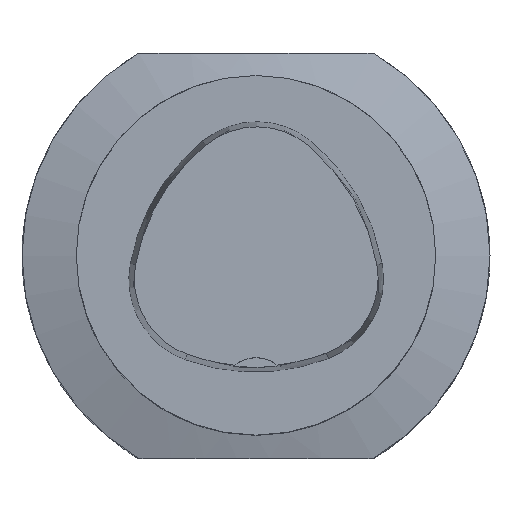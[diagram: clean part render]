
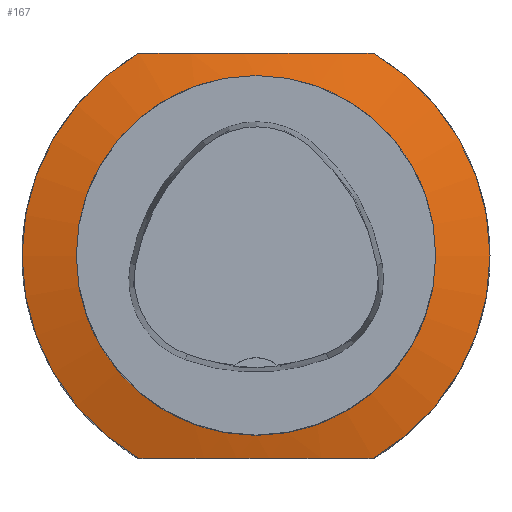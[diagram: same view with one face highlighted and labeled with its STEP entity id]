
A CAD part, top view. The second image highlights one B-rep face of the part: STEP entity #167.
In plain terms, the highlighted conical face has half-angle 75 degrees and reference radius 41 mm.
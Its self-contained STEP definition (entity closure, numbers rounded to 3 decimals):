
#72=B_SPLINE_CURVE_WITH_KNOTS('',3,(#1370,#1371,#1372,#1373,#1374,#1375),
 .UNSPECIFIED.,.F.,.F.,(4,2,4),(0.,0.5,1.),.UNSPECIFIED.);
#75=B_SPLINE_CURVE_WITH_KNOTS('',3,(#1407,#1408,#1409,#1410,#1411,#1412),
 .UNSPECIFIED.,.F.,.F.,(4,2,4),(0.,0.5,1.),.UNSPECIFIED.);
#85=CONICAL_SURFACE('',#929,41.,75.);
#167=ADVANCED_FACE('',(#223,#224),#85,.T.);
#182=CIRCLE('',#856,31.5);
#205=CIRCLE('',#910,41.);
#206=CIRCLE('',#922,41.);
#223=FACE_BOUND('',#275,.T.);
#224=FACE_BOUND('',#276,.T.);
#275=EDGE_LOOP('',(#476));
#276=EDGE_LOOP('',(#477,#478,#479,#480));
#476=ORIENTED_EDGE('',*,*,#603,.F.);
#477=ORIENTED_EDGE('',*,*,#676,.F.);
#478=ORIENTED_EDGE('',*,*,#680,.T.);
#479=ORIENTED_EDGE('',*,*,#662,.F.);
#480=ORIENTED_EDGE('',*,*,#657,.T.);
#531=VERTEX_POINT('',#1227);
#569=VERTEX_POINT('',#1359);
#570=VERTEX_POINT('',#1361);
#574=VERTEX_POINT('',#1376);
#581=VERTEX_POINT('',#1406);
#603=EDGE_CURVE('',#531,#531,#182,.T.);
#657=EDGE_CURVE('',#570,#569,#205,.T.);
#662=EDGE_CURVE('',#570,#574,#72,.T.);
#676=EDGE_CURVE('',#581,#569,#75,.T.);
#680=EDGE_CURVE('',#581,#574,#206,.T.);
#856=AXIS2_PLACEMENT_3D('',#1226,#973,#974);
#910=AXIS2_PLACEMENT_3D('',#1360,#1106,#1107);
#922=AXIS2_PLACEMENT_3D('',#1419,#1143,#1144);
#929=AXIS2_PLACEMENT_3D('',#1438,#1163,#1164);
#973=DIRECTION('',(0.,0.,1.));
#974=DIRECTION('',(-1.,0.,0.));
#1106=DIRECTION('',(0.,0.,1.));
#1107=DIRECTION('',(1.,0.,0.));
#1143=DIRECTION('',(0.,0.,1.));
#1144=DIRECTION('',(1.,0.,0.));
#1163=DIRECTION('',(0.,0.,-1.));
#1164=DIRECTION('',(-1.,0.,0.));
#1226=CARTESIAN_POINT('',(0.,0.,-33.2));
#1227=CARTESIAN_POINT('',(-31.5,0.,-33.2));
#1359=CARTESIAN_POINT('',(-20.512,-35.5,-35.746));
#1360=CARTESIAN_POINT('',(0.,0.,-35.746));
#1361=CARTESIAN_POINT('',(-20.512,35.5,-35.746));
#1370=CARTESIAN_POINT('',(-20.512,35.5,-35.746));
#1371=CARTESIAN_POINT('',(-13.665,35.5,-34.828));
#1372=CARTESIAN_POINT('',(-6.783,35.5,-34.269));
#1373=CARTESIAN_POINT('',(6.893,35.5,-34.275));
#1374=CARTESIAN_POINT('',(13.71,35.5,-34.834));
#1375=CARTESIAN_POINT('',(20.512,35.5,-35.746));
#1376=CARTESIAN_POINT('',(20.512,35.5,-35.746));
#1406=CARTESIAN_POINT('',(20.512,-35.5,-35.746));
#1407=CARTESIAN_POINT('',(20.512,-35.5,-35.746));
#1408=CARTESIAN_POINT('',(13.71,-35.5,-34.834));
#1409=CARTESIAN_POINT('',(6.893,-35.5,-34.275));
#1410=CARTESIAN_POINT('',(-6.783,-35.5,-34.269));
#1411=CARTESIAN_POINT('',(-13.665,-35.5,-34.828));
#1412=CARTESIAN_POINT('',(-20.512,-35.5,-35.746));
#1419=CARTESIAN_POINT('',(0.,0.,-35.746));
#1438=CARTESIAN_POINT('',(0.,0.,-35.746));
